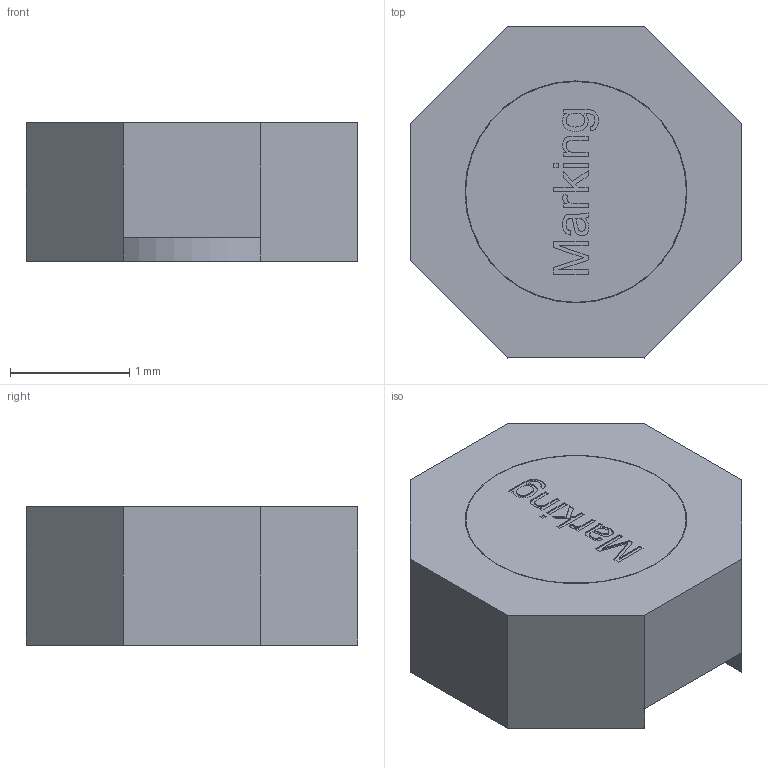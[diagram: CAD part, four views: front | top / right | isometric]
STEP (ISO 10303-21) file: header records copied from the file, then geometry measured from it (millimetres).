
FILE_DESCRIPTION(/* description */ ('Unknown'),/* implementation_level */ '2;1');
FILE_NAME(/* name */ 'L_Wurth_WE-TPC_2811',/* time_stamp */ '2022-03-08T13:41:39+08:00',/* author */ ('Unknown'),/* organization */ ('Unknown'),/* preprocessor_version */ 'ST-DEVELOPER v16.7',/* originating_system */ 'Solid Edge',/* authorisation */ 'Unknown');
FILE_SCHEMA (('AUTOMOTIVE_DESIGN {1 0 10303 214 3 1 1}'));
Length unit declared in the file: millimetre
Products named in the file (2): L_Wurth_WE-TPC_2811
Assembly tree (1 placements, depth 2):
  L_Wurth_WE-TPC_2811
    L_Wurth_WE-TPC_2811
Bounding box: 2.78 x 2.78 x 1.16 mm (x, y, z)
Volume: 6.2 mm3; surface area: 47 mm2
Topology: 2 solids, 2 shells, 119 faces, 295 edges, 193 vertices
Faces by surface type: plane 86, bspline 24, cylinder 9
Full cylindrical faces by diameter (mm): 0.12 x2, 0.9 x1, 1.85 x1, 1.86 x1
Entity records: 5716 total; most frequent: CARTESIAN_POINT 2242, ORIENTED_EDGE 546, DIRECTION 446, EDGE_CURVE 273, LINE 214, VECTOR 214, VERTEX_POINT 188, EDGE_LOOP 151
